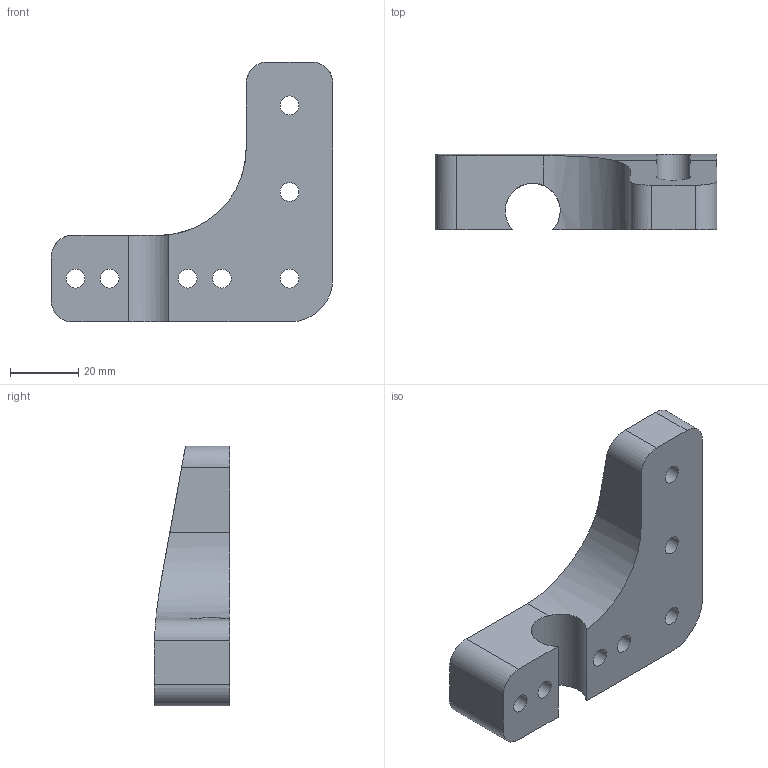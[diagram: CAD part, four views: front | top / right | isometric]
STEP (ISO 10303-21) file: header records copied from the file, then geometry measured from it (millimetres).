
FILE_DESCRIPTION(/* description */ (''),/* implementation_level */ '2;1');
FILE_NAME(/* name */ 'hoverboardMotorMountV2.stp',/* time_stamp */ '2025-01-04T00:05:02-05:00',/* author */ ('derm'),/* organization */ (''),/* preprocessor_version */ 'ST-DEVELOPER v20',/* originating_system */ 'Autodesk Inventor 2025',/* authorisation */ '');
FILE_SCHEMA (('AUTOMOTIVE_DESIGN { 1 0 10303 214 3 1 1 }'));
Length unit declared in the file: inch
Products named in the file (1): hoverboardMotorMount
Bounding box: 82.55 x 22.23 x 76.2 mm (x, y, z)
Volume: 57727.4 mm3; surface area: 15867.8 mm2
Topology: 1 solids, 1 shells, 41 faces, 117 edges, 78 vertices
Faces by surface type: cylinder 22, plane 19
Full cylindrical faces by diameter (mm): 5.5 x7
Entity records: 1482 total; most frequent: CARTESIAN_POINT 306, DIRECTION 237, ORIENTED_EDGE 234, EDGE_CURVE 117, AXIS2_PLACEMENT_3D 85, VERTEX_POINT 78, LINE 67, VECTOR 67
